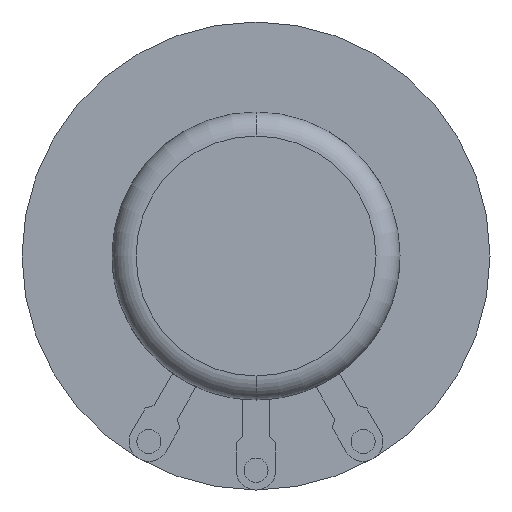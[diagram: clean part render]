
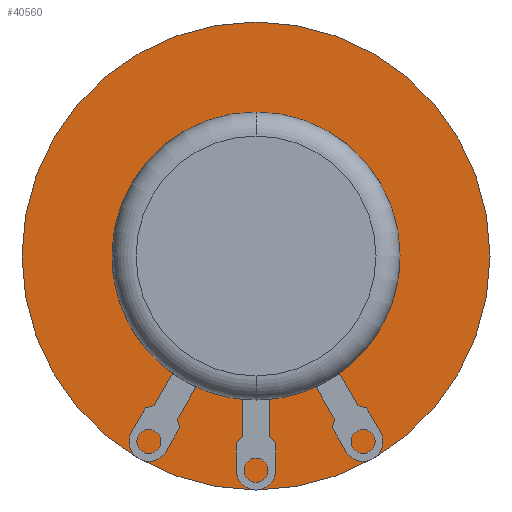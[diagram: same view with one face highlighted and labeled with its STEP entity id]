
A CAD part, left-side view. The second image highlights one B-rep face of the part: STEP entity #40560.
In plain terms, the highlighted planar face has unit normal (-1, 0, 0).
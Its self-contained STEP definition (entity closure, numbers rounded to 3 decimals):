
#14690=CARTESIAN_POINT('',(2.5,0.,0.));
#14700=DIRECTION('',(-1.,0.,0.));
#14710=DIRECTION('',(0.,0.,-1.));
#14720=AXIS2_PLACEMENT_3D('',#14690,#14700,#14710);
#14730=CIRCLE('',#14720,19.5);
#14740=CARTESIAN_POINT('',(2.5,19.5,0.));
#14750=VERTEX_POINT('',#14740);
#14760=CARTESIAN_POINT('',(2.5,0.,-19.5));
#14770=VERTEX_POINT('',#14760);
#14780=EDGE_CURVE('',#14750,#14770,#14730,.T.);
#15010=CARTESIAN_POINT('',(2.5,0.,19.5));
#15020=VERTEX_POINT('',#15010);
#15050=EDGE_CURVE('',#15020,#14750,#14730,.T.);
#39960=CARTESIAN_POINT('',(2.5,0.,15.75));
#39970=DIRECTION('',(-1.,0.,0.));
#39980=DIRECTION('',(0.,1.,0.));
#39990=AXIS2_PLACEMENT_3D('',#39960,#39970,#39980);
#40000=PLANE('',#39990);
#40010=CARTESIAN_POINT('',(2.5,0.,0.));
#40020=DIRECTION('',(-1.,0.,0.));
#40030=DIRECTION('',(0.,1.,0.));
#40040=AXIS2_PLACEMENT_3D('',#40010,#40020,#40030);
#40050=CIRCLE('',#40040,4.5);
#40060=CARTESIAN_POINT('',(2.5,4.5,0.));
#40070=VERTEX_POINT('',#40060);
#40080=CARTESIAN_POINT('',(2.5,-4.5,0.));
#40090=VERTEX_POINT('',#40080);
#40100=EDGE_CURVE('',#40070,#40090,#40050,.T.);
#40110=ORIENTED_EDGE('',*,*,#40100,.F.);
#40120=EDGE_CURVE('',#40090,#40070,#40050,.T.);
#40130=ORIENTED_EDGE('',*,*,#40120,.F.);
#40140=EDGE_LOOP('',(#40130,#40110));
#40150=FACE_BOUND('',#40140,.T.);
#40160=EDGE_CURVE('',#14770,#15020,#14730,.T.);
#40170=ORIENTED_EDGE('',*,*,#40160,.T.);
#40180=ORIENTED_EDGE('',*,*,#14780,.T.);
#40190=ORIENTED_EDGE('',*,*,#15050,.T.);
#40200=EDGE_LOOP('',(#40190,#40180,#40170));
#40210=FACE_OUTER_BOUND('',#40200,.T.);
#40220=CARTESIAN_POINT('',(2.5,0.,-1.4));
#40230=DIRECTION('',(0.,-1.,0.));
#40240=VECTOR('',#40230,1.);
#40250=LINE('',#40220,#40240);
#40260=CARTESIAN_POINT('',(2.5,-9.75,-1.4));
#40270=VERTEX_POINT('',#40260);
#40280=CARTESIAN_POINT('',(2.5,-10.25,-1.4));
#40290=VERTEX_POINT('',#40280);
#40300=EDGE_CURVE('',#40270,#40290,#40250,.T.);
#40310=ORIENTED_EDGE('',*,*,#40300,.F.);
#40320=CARTESIAN_POINT('',(2.5,-10.25,0.));
#40330=DIRECTION('',(0.,0.,1.));
#40340=VECTOR('',#40330,1.);
#40350=LINE('',#40320,#40340);
#40360=CARTESIAN_POINT('',(2.5,-10.25,1.4));
#40370=VERTEX_POINT('',#40360);
#40380=EDGE_CURVE('',#40290,#40370,#40350,.T.);
#40390=ORIENTED_EDGE('',*,*,#40380,.F.);
#40400=CARTESIAN_POINT('',(2.5,0.,1.4));
#40410=DIRECTION('',(0.,1.,0.));
#40420=VECTOR('',#40410,1.);
#40430=LINE('',#40400,#40420);
#40440=CARTESIAN_POINT('',(2.5,-9.75,1.4));
#40450=VERTEX_POINT('',#40440);
#40460=EDGE_CURVE('',#40370,#40450,#40430,.T.);
#40470=ORIENTED_EDGE('',*,*,#40460,.F.);
#40480=CARTESIAN_POINT('',(2.5,-9.75,0.));
#40490=DIRECTION('',(0.,0.,-1.));
#40500=VECTOR('',#40490,1.);
#40510=LINE('',#40480,#40500);
#40520=EDGE_CURVE('',#40450,#40270,#40510,.T.);
#40530=ORIENTED_EDGE('',*,*,#40520,.F.);
#40540=EDGE_LOOP('',(#40530,#40470,#40390,#40310));
#40550=FACE_BOUND('',#40540,.T.);
#40560=ADVANCED_FACE('',(#40150,#40210,#40550),#40000,.T.);
